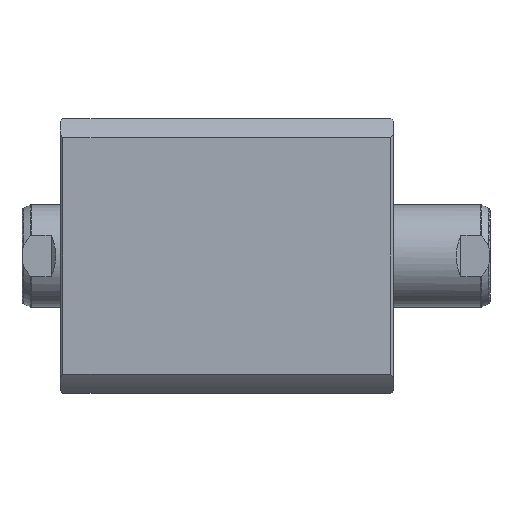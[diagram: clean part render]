
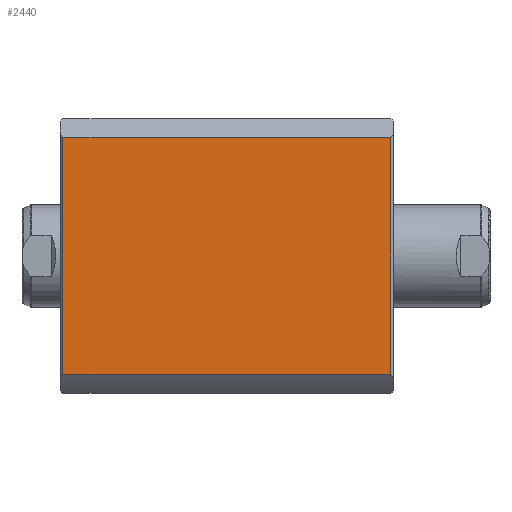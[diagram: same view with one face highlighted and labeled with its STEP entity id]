
A CAD part, left-side view. The second image highlights one B-rep face of the part: STEP entity #2440.
In plain terms, the highlighted planar face has unit normal (-1, 0, 0).
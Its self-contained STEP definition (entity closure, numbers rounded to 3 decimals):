
#19 = CARTESIAN_POINT ( 'NONE',  ( -47., 47., 114. ) ) ;
#276 = VERTEX_POINT ( 'NONE', #2391 ) ;
#1512 = ORIENTED_EDGE ( 'NONE', *, *, #10019, .T. ) ;
#1605 = ORIENTED_EDGE ( 'NONE', *, *, #9401, .F. ) ;
#1770 = VERTEX_POINT ( 'NONE', #5235 ) ;
#2130 = DIRECTION ( 'NONE',  ( 0., 0., -1. ) ) ;
#2391 = CARTESIAN_POINT ( 'NONE',  ( -47., 40.435, 113. ) ) ;
#2440 = ADVANCED_FACE ( 'NONE', ( #2593 ), #8356, .F. ) ;
#2593 = FACE_OUTER_BOUND ( 'NONE', #8112, .T. ) ;
#3136 = DIRECTION ( 'NONE',  ( 0., 1., 0. ) ) ;
#3312 = EDGE_CURVE ( 'NONE', #1770, #276, #10990, .T. ) ;
#3821 = LINE ( 'NONE', #10014, #8685 ) ;
#4203 = CARTESIAN_POINT ( 'NONE',  ( -47., -40.435, 300. ) ) ;
#5095 = CARTESIAN_POINT ( 'NONE',  ( -47., -40.435, 1. ) ) ;
#5235 = CARTESIAN_POINT ( 'NONE',  ( -47., 40.435, 1. ) ) ;
#5825 = VERTEX_POINT ( 'NONE', #6651 ) ;
#5930 = LINE ( 'NONE', #4203, #8699 ) ;
#6525 = ORIENTED_EDGE ( 'NONE', *, *, #10287, .T. ) ;
#6582 = VERTEX_POINT ( 'NONE', #5095 ) ;
#6651 = CARTESIAN_POINT ( 'NONE',  ( -47., -40.435, 113. ) ) ;
#7163 = AXIS2_PLACEMENT_3D ( 'NONE', #19, #9314, #3136 ) ;
#7239 = LINE ( 'NONE', #12321, #12433 ) ;
#7286 = DIRECTION ( 'NONE',  ( 0., 1., 0. ) ) ;
#7619 = ORIENTED_EDGE ( 'NONE', *, *, #3312, .F. ) ;
#8112 = EDGE_LOOP ( 'NONE', ( #1605, #6525, #7619, #1512 ) ) ;
#8356 = PLANE ( 'NONE',  #7163 ) ;
#8542 = VECTOR ( 'NONE', #12289, 1000. ) ;
#8685 = VECTOR ( 'NONE', #11065, 1000. ) ;
#8699 = VECTOR ( 'NONE', #2130, 1000. ) ;
#9314 = DIRECTION ( 'NONE',  ( 1., 0., 0. ) ) ;
#9401 = EDGE_CURVE ( 'NONE', #5825, #6582, #5930, .T. ) ;
#10014 = CARTESIAN_POINT ( 'NONE',  ( -47., 47., 1. ) ) ;
#10019 = EDGE_CURVE ( 'NONE', #1770, #6582, #3821, .T. ) ;
#10287 = EDGE_CURVE ( 'NONE', #5825, #276, #7239, .T. ) ;
#10990 = LINE ( 'NONE', #11352, #8542 ) ;
#11065 = DIRECTION ( 'NONE',  ( 0., -1., 0. ) ) ;
#11352 = CARTESIAN_POINT ( 'NONE',  ( -47., 40.435, 300. ) ) ;
#12289 = DIRECTION ( 'NONE',  ( 0., 0., 1. ) ) ;
#12321 = CARTESIAN_POINT ( 'NONE',  ( -47., 47., 113. ) ) ;
#12433 = VECTOR ( 'NONE', #7286, 1000. ) ;
